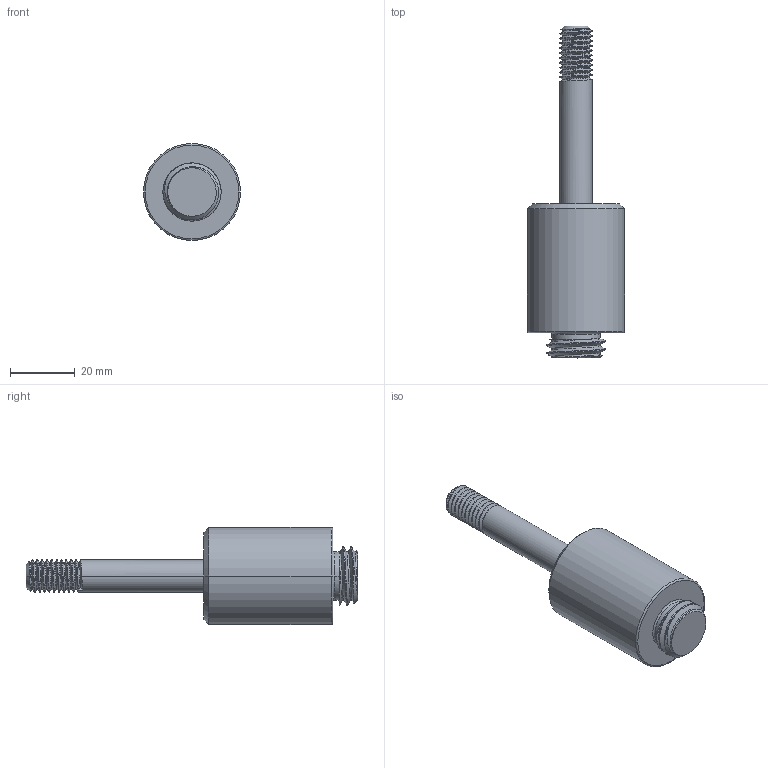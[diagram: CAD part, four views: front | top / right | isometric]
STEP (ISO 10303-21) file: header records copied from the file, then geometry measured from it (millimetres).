
FILE_DESCRIPTION((''),'2;1');
FILE_NAME('PIED','2020-01-07T',('gl675583'),(''),'PRO/ENGINEER BY PARAMETRIC TECHNOLOGY CORPORATION, 2016100','PRO/ENGINEER BY PARAMETRIC TECHNOLOGY CORPORATION, 2016100','');
FILE_SCHEMA(('CONFIG_CONTROL_DESIGN'));
Length unit declared in the file: millimetre
Products named in the file (1): PIED
Bounding box: 30 x 102.65 x 30 mm (x, y, z)
Volume: 33600.6 mm3; surface area: 7695.5 mm2
Topology: 1 solids, 1 shells, 65 faces, 165 edges, 105 vertices
Faces by surface type: cylinder 28, bspline 14, cone 9, torus 8, plane 6
Entity records: 6799 total; most frequent: CARTESIAN_POINT 5361, ORIENTED_EDGE 330, DIRECTION 231, EDGE_CURVE 165, VERTEX_POINT 105, AXIS2_PLACEMENT_3D 95, B_SPLINE_CURVE_WITH_KNOTS 80, EDGE_LOOP 68
